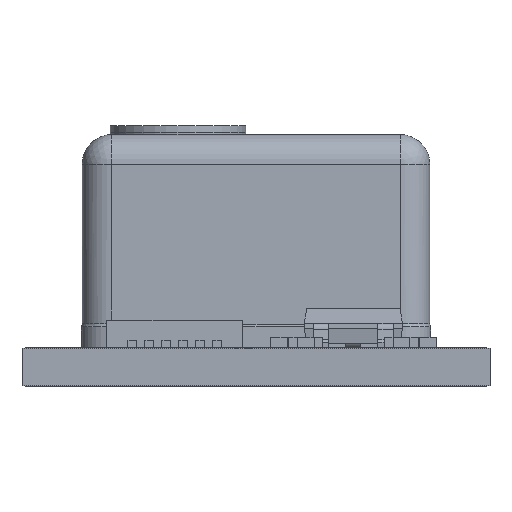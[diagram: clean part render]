
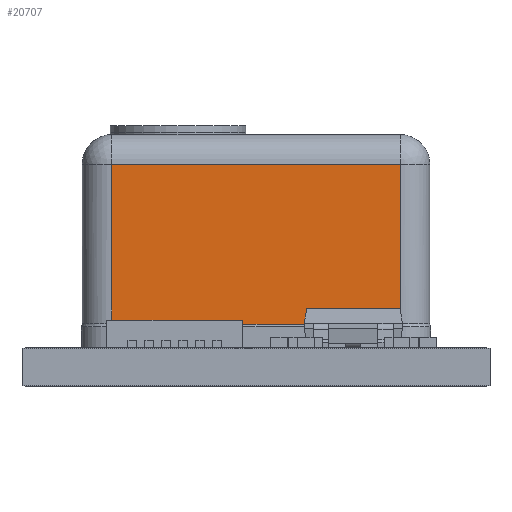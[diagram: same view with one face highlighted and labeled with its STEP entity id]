
A CAD part, front view. The second image highlights one B-rep face of the part: STEP entity #20707.
In plain terms, the highlighted planar face has unit normal (0, -1, 0).
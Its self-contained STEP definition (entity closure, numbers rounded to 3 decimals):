
#1588=FACE_OUTER_BOUND('',#2898,.T.);
#2898=EDGE_LOOP('',(#17880,#17881,#17882,#17883));
#5382=LINE('',#32470,#8045);
#5400=LINE('',#32740,#8063);
#5411=LINE('',#32778,#8074);
#5415=LINE('',#32788,#8078);
#8045=VECTOR('',#26646,0.15);
#8063=VECTOR('',#26716,1.);
#8074=VECTOR('',#26769,1.);
#8078=VECTOR('',#26783,1.);
#9980=VERTEX_POINT('',#32456);
#9984=VERTEX_POINT('',#32468);
#10009=VERTEX_POINT('',#32739);
#10013=VERTEX_POINT('',#32770);
#12612=EDGE_CURVE('',#9984,#9980,#5382,.T.);
#12653=EDGE_CURVE('',#9980,#10009,#5400,.T.);
#12673=EDGE_CURVE('',#10013,#9984,#5411,.T.);
#12679=EDGE_CURVE('',#10009,#10013,#5415,.T.);
#17880=ORIENTED_EDGE('',*,*,#12612,.F.);
#17881=ORIENTED_EDGE('',*,*,#12673,.F.);
#17882=ORIENTED_EDGE('',*,*,#12679,.F.);
#17883=ORIENTED_EDGE('',*,*,#12653,.F.);
#19534=PLANE('',#22091);
#20707=ADVANCED_FACE('',(#1588),#19534,.T.);
#22091=AXIS2_PLACEMENT_3D('',#32794,#26792,#26793);
#26646=DIRECTION('',(-1.,0.,0.));
#26716=DIRECTION('',(0.,0.,1.));
#26769=DIRECTION('',(0.,0.,-1.));
#26783=DIRECTION('',(1.,0.,0.));
#26792=DIRECTION('center_axis',(0.,-1.,0.));
#26793=DIRECTION('ref_axis',(1.,0.,0.));
#32456=CARTESIAN_POINT('',(-4.25,0.125,1.833));
#32468=CARTESIAN_POINT('',(4.25,0.125,1.833));
#32470=CARTESIAN_POINT('',(5.15,0.125,1.833));
#32739=CARTESIAN_POINT('',(-4.25,0.125,6.545));
#32740=CARTESIAN_POINT('',(-4.25,0.125,1.75));
#32770=CARTESIAN_POINT('',(4.25,0.125,6.545));
#32778=CARTESIAN_POINT('',(4.25,0.125,1.75));
#32788=CARTESIAN_POINT('',(-2.563,0.125,6.545));
#32794=CARTESIAN_POINT('Origin',(-5.125,0.125,1.75));
